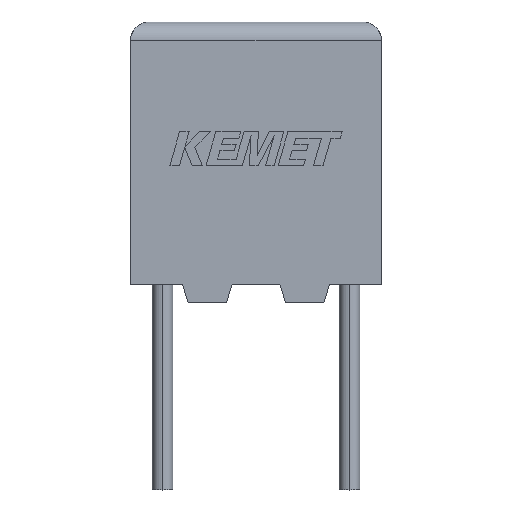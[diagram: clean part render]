
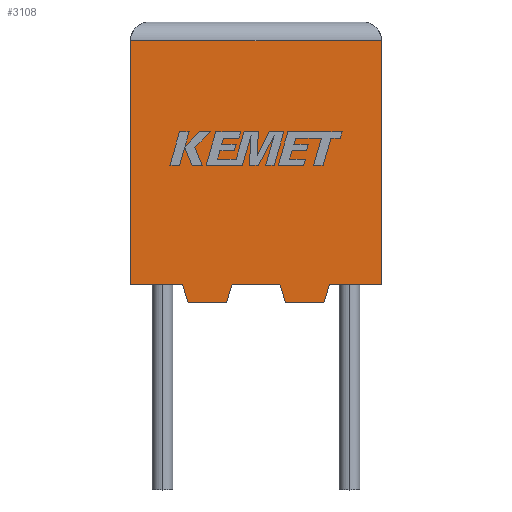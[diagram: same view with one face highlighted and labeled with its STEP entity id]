
A CAD part, top view. The second image highlights one B-rep face of the part: STEP entity #3108.
In plain terms, the highlighted planar face has unit normal (0, 0, 1).
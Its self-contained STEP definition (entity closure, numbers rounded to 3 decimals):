
#46 = CARTESIAN_POINT ( 'NONE',  ( 1.386, 0., 3. ) ) ;
#48 = ORIENTED_EDGE ( 'NONE', *, *, #2004, .T. ) ;
#87 = VECTOR ( 'NONE', #522, 1000. ) ;
#92 = DIRECTION ( 'NONE',  ( 1., 0., 0. ) ) ;
#99 = VERTEX_POINT ( 'NONE', #2072 ) ;
#184 = VECTOR ( 'NONE', #1684, 1000. ) ;
#209 = ORIENTED_EDGE ( 'NONE', *, *, #1598, .T. ) ;
#210 = PLANE ( 'NONE',  #1767 ) ;
#220 = VERTEX_POINT ( 'NONE', #2741 ) ;
#247 = CARTESIAN_POINT ( 'NONE',  ( 5.314, 0., 3. ) ) ;
#252 = ORIENTED_EDGE ( 'NONE', *, *, #1263, .T. ) ;
#352 = VECTOR ( 'NONE', #2356, 1000. ) ;
#386 = ORIENTED_EDGE ( 'NONE', *, *, #2414, .F. ) ;
#462 = CARTESIAN_POINT ( 'NONE',  ( 2.561, -0.5, 3. ) ) ;
#522 = DIRECTION ( 'NONE',  ( 1., 0., 0. ) ) ;
#589 = VERTEX_POINT ( 'NONE', #1953 ) ;
#591 = ORIENTED_EDGE ( 'NONE', *, *, #2678, .T. ) ;
#597 = DIRECTION ( 'NONE',  ( -1., 0., 0. ) ) ;
#633 = CARTESIAN_POINT ( 'NONE',  ( 5.164, -0.5, 3. ) ) ;
#663 = LINE ( 'NONE', #2205, #2617 ) ;
#686 = VERTEX_POINT ( 'NONE', #1302 ) ;
#716 = CARTESIAN_POINT ( 'NONE',  ( 5.164, -0.5, 3. ) ) ;
#758 = ORIENTED_EDGE ( 'NONE', *, *, #1899, .T. ) ;
#784 = LINE ( 'NONE', #1285, #87 ) ;
#859 = LINE ( 'NONE', #2843, #1567 ) ;
#940 = VECTOR ( 'NONE', #2078, 1000. ) ;
#947 = VERTEX_POINT ( 'NONE', #2210 ) ;
#987 = DIRECTION ( 'NONE',  ( 0.287, 0.958, 0. ) ) ;
#992 = VECTOR ( 'NONE', #1743, 1000. ) ;
#1024 = LINE ( 'NONE', #1073, #992 ) ;
#1070 = VERTEX_POINT ( 'NONE', #716 ) ;
#1073 = CARTESIAN_POINT ( 'NONE',  ( 5.314, 0., 3. ) ) ;
#1111 = LINE ( 'NONE', #633, #2715 ) ;
#1149 = CARTESIAN_POINT ( 'NONE',  ( 1.536, -0.5, 3. ) ) ;
#1175 = LINE ( 'NONE', #2147, #2097 ) ;
#1205 = EDGE_CURVE ( 'NONE', #1070, #686, #1111, .T. ) ;
#1217 = LINE ( 'NONE', #1671, #184 ) ;
#1263 = EDGE_CURVE ( 'NONE', #1756, #1968, #663, .T. ) ;
#1285 = CARTESIAN_POINT ( 'NONE',  ( 0., 0., 3. ) ) ;
#1302 = CARTESIAN_POINT ( 'NONE',  ( 4.139, -0.5, 3. ) ) ;
#1305 = LINE ( 'NONE', #46, #940 ) ;
#1346 = EDGE_CURVE ( 'NONE', #2451, #99, #3214, .T. ) ;
#1384 = CARTESIAN_POINT ( 'NONE',  ( 0., 0., 3. ) ) ;
#1463 = FACE_OUTER_BOUND ( 'NONE', #3141, .T. ) ;
#1567 = VECTOR ( 'NONE', #92, 1000. ) ;
#1577 = CARTESIAN_POINT ( 'NONE',  ( 2.561, -0.5, 3. ) ) ;
#1591 = CARTESIAN_POINT ( 'NONE',  ( 0., 0., 3. ) ) ;
#1598 = EDGE_CURVE ( 'NONE', #2104, #2451, #2687, .T. ) ;
#1599 = LINE ( 'NONE', #1384, #2041 ) ;
#1671 = CARTESIAN_POINT ( 'NONE',  ( 4.139, -0.5, 3. ) ) ;
#1684 = DIRECTION ( 'NONE',  ( -0.287, 0.958, 0. ) ) ;
#1687 = VERTEX_POINT ( 'NONE', #247 ) ;
#1743 = DIRECTION ( 'NONE',  ( -0.287, -0.958, 0. ) ) ;
#1756 = VERTEX_POINT ( 'NONE', #3210 ) ;
#1767 = AXIS2_PLACEMENT_3D ( 'NONE', #2193, #2150, #3180 ) ;
#1899 = EDGE_CURVE ( 'NONE', #2484, #2104, #1305, .T. ) ;
#1953 = CARTESIAN_POINT ( 'NONE',  ( 0., 0., 3. ) ) ;
#1968 = VERTEX_POINT ( 'NONE', #2902 ) ;
#1977 = ORIENTED_EDGE ( 'NONE', *, *, #1205, .F. ) ;
#2004 = EDGE_CURVE ( 'NONE', #220, #1756, #1175, .T. ) ;
#2006 = ORIENTED_EDGE ( 'NONE', *, *, #2326, .F. ) ;
#2041 = VECTOR ( 'NONE', #2874, 1000. ) ;
#2072 = CARTESIAN_POINT ( 'NONE',  ( 2.711, 0., 3. ) ) ;
#2078 = DIRECTION ( 'NONE',  ( 0.287, -0.958, 0. ) ) ;
#2097 = VECTOR ( 'NONE', #2696, 1000. ) ;
#2104 = VERTEX_POINT ( 'NONE', #2947 ) ;
#2147 = CARTESIAN_POINT ( 'NONE',  ( 6.7, 0., 3. ) ) ;
#2150 = DIRECTION ( 'NONE',  ( 0., 0., -1. ) ) ;
#2185 = DIRECTION ( 'NONE',  ( -1., 0., 0. ) ) ;
#2193 = CARTESIAN_POINT ( 'NONE',  ( 0., 0., 3. ) ) ;
#2205 = CARTESIAN_POINT ( 'NONE',  ( 0., 6.5, 3. ) ) ;
#2210 = CARTESIAN_POINT ( 'NONE',  ( 3.989, 0., 3. ) ) ;
#2285 = ORIENTED_EDGE ( 'NONE', *, *, #2586, .T. ) ;
#2289 = CARTESIAN_POINT ( 'NONE',  ( 1.386, 0., 3. ) ) ;
#2326 = EDGE_CURVE ( 'NONE', #686, #947, #1217, .T. ) ;
#2356 = DIRECTION ( 'NONE',  ( 1., 0., 0. ) ) ;
#2414 = EDGE_CURVE ( 'NONE', #1687, #1070, #1024, .T. ) ;
#2417 = VECTOR ( 'NONE', #2919, 1000. ) ;
#2451 = VERTEX_POINT ( 'NONE', #1577 ) ;
#2484 = VERTEX_POINT ( 'NONE', #2289 ) ;
#2586 = EDGE_CURVE ( 'NONE', #99, #947, #2906, .T. ) ;
#2617 = VECTOR ( 'NONE', #2185, 1000. ) ;
#2678 = EDGE_CURVE ( 'NONE', #589, #2484, #784, .T. ) ;
#2687 = LINE ( 'NONE', #1149, #2417 ) ;
#2691 = ORIENTED_EDGE ( 'NONE', *, *, #1346, .T. ) ;
#2696 = DIRECTION ( 'NONE',  ( 0., 1., 0. ) ) ;
#2715 = VECTOR ( 'NONE', #597, 1000. ) ;
#2741 = CARTESIAN_POINT ( 'NONE',  ( 6.7, 0., 3. ) ) ;
#2843 = CARTESIAN_POINT ( 'NONE',  ( 0., 0., 3. ) ) ;
#2873 = EDGE_CURVE ( 'NONE', #1968, #589, #1599, .T. ) ;
#2874 = DIRECTION ( 'NONE',  ( 0., -1., 0. ) ) ;
#2902 = CARTESIAN_POINT ( 'NONE',  ( 0., 6.5, 3. ) ) ;
#2906 = LINE ( 'NONE', #1591, #352 ) ;
#2919 = DIRECTION ( 'NONE',  ( 1., 0., 0. ) ) ;
#2930 = VECTOR ( 'NONE', #987, 1000. ) ;
#2947 = CARTESIAN_POINT ( 'NONE',  ( 1.536, -0.5, 3. ) ) ;
#3003 = ORIENTED_EDGE ( 'NONE', *, *, #3240, .T. ) ;
#3108 = ADVANCED_FACE ( 'NONE', ( #1463 ), #210, .F. ) ;
#3141 = EDGE_LOOP ( 'NONE', ( #48, #252, #3163, #591, #758, #209, #2691, #2285, #2006, #1977, #386, #3003 ) ) ;
#3163 = ORIENTED_EDGE ( 'NONE', *, *, #2873, .T. ) ;
#3180 = DIRECTION ( 'NONE',  ( -1., 0., 0. ) ) ;
#3210 = CARTESIAN_POINT ( 'NONE',  ( 6.7, 6.5, 3. ) ) ;
#3214 = LINE ( 'NONE', #462, #2930 ) ;
#3240 = EDGE_CURVE ( 'NONE', #1687, #220, #859, .T. ) ;
